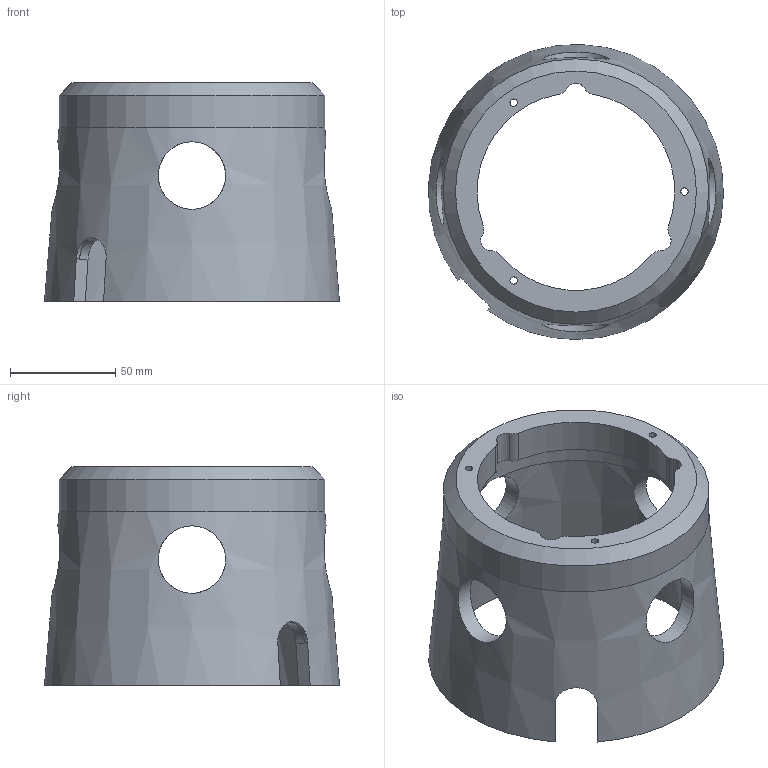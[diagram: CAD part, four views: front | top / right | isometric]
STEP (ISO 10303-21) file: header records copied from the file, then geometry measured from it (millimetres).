
FILE_DESCRIPTION(/* description */ (''),/* implementation_level */ '2;1');
FILE_NAME(/* name */ 'ACWA-0210-BB_MOUSSE_EXTERNE_MASTER.step',/* time_stamp */ '2024-04-08T16:25:12+02:00',/* author */ (''),/* organization */ (''),/* preprocessor_version */ 'ST-DEVELOPER v20',/* originating_system */ 'Autodesk Translation Framework v12.20.1.177',/* authorisation */ '');
FILE_SCHEMA (('AUTOMOTIVE_DESIGN { 1 0 10303 214 3 1 1 }'));
Length unit declared in the file: millimetre
Products named in the file (1): ACWA-0210-BB_MOUSSE_EXTERNE
Bounding box: 139.92 x 139.98 x 103.6 mm (x, y, z)
Volume: 317073.1 mm3; surface area: 86477.2 mm2
Topology: 1 solids, 1 shells, 39 faces, 125 edges, 83 vertices
Faces by surface type: cone 18, cylinder 9, bspline 7, plane 5
Full cylindrical faces by diameter (mm): 3.5 x3, 32 x4, 126 x1
Entity records: 2788 total; most frequent: CARTESIAN_POINT 1757, ORIENTED_EDGE 250, DIRECTION 147, EDGE_CURVE 125, VERTEX_POINT 83, B_SPLINE_CURVE_WITH_KNOTS 71, AXIS2_PLACEMENT_3D 64, EDGE_LOOP 50
